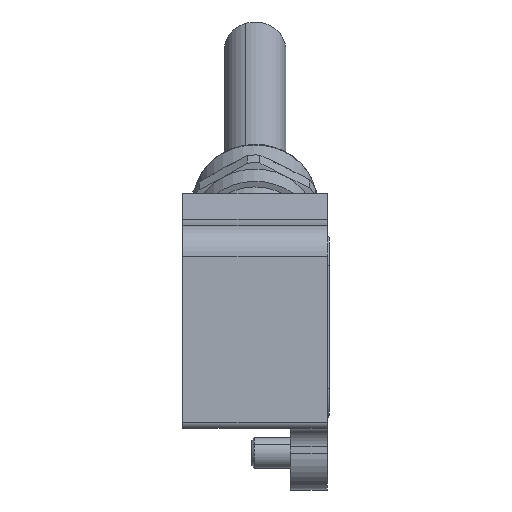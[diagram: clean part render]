
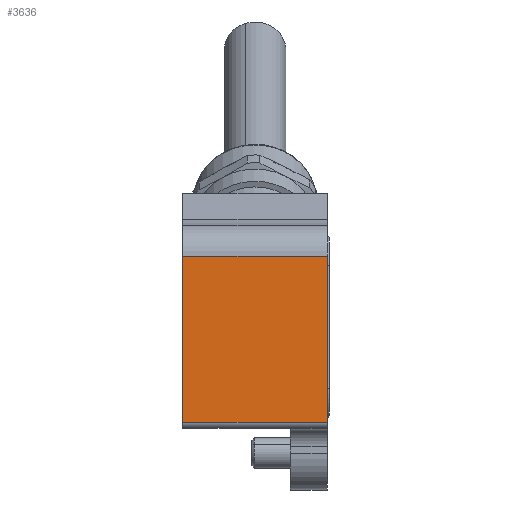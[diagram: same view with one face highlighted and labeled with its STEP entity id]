
A CAD part, left-side view. The second image highlights one B-rep face of the part: STEP entity #3636.
In plain terms, the highlighted planar face has unit normal (-1, 0, 0).
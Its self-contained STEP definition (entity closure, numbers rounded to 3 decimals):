
#89 = CARTESIAN_POINT ( 'NONE',  ( -29., -12., 45. ) ) ;
#1440 = PLANE ( 'NONE',  #6061 ) ;
#1584 = EDGE_CURVE ( 'NONE', #6963, #4725, #11353, .T. ) ;
#1707 = CARTESIAN_POINT ( 'NONE',  ( -29., -12., 28. ) ) ;
#2288 = CARTESIAN_POINT ( 'NONE',  ( -29., -12., 1. ) ) ;
#2481 = VERTEX_POINT ( 'NONE', #1707 ) ;
#2513 = DIRECTION ( 'NONE',  ( 1., 0., 0. ) ) ;
#2611 = EDGE_LOOP ( 'NONE', ( #5331, #5631, #8011, #13549 ) ) ;
#2652 = VECTOR ( 'NONE', #5223, 1000. ) ;
#3591 = DIRECTION ( 'NONE',  ( 0., -1., 0. ) ) ;
#3636 = ADVANCED_FACE ( 'NONE', ( #8943 ), #1440, .F. ) ;
#4719 = DIRECTION ( 'NONE',  ( 0., 0., -1. ) ) ;
#4725 = VERTEX_POINT ( 'NONE', #9881 ) ;
#5223 = DIRECTION ( 'NONE',  ( 0., 1., 0. ) ) ;
#5331 = ORIENTED_EDGE ( 'NONE', *, *, #1584, .T. ) ;
#5631 = ORIENTED_EDGE ( 'NONE', *, *, #7793, .T. ) ;
#5996 = EDGE_CURVE ( 'NONE', #2481, #6963, #8474, .T. ) ;
#6061 = AXIS2_PLACEMENT_3D ( 'NONE', #89, #2513, #9078 ) ;
#6572 = VERTEX_POINT ( 'NONE', #2288 ) ;
#6655 = CARTESIAN_POINT ( 'NONE',  ( -29., -12., 45. ) ) ;
#6963 = VERTEX_POINT ( 'NONE', #7893 ) ;
#7793 = EDGE_CURVE ( 'NONE', #4725, #6572, #7837, .T. ) ;
#7837 = LINE ( 'NONE', #13435, #11340 ) ;
#7893 = CARTESIAN_POINT ( 'NONE',  ( -29., 11.5, 28. ) ) ;
#8011 = ORIENTED_EDGE ( 'NONE', *, *, #11077, .F. ) ;
#8474 = LINE ( 'NONE', #12828, #2652 ) ;
#8943 = FACE_OUTER_BOUND ( 'NONE', #2611, .T. ) ;
#9078 = DIRECTION ( 'NONE',  ( 0., 0., -1. ) ) ;
#9128 = CARTESIAN_POINT ( 'NONE',  ( -29., 11.5, 45. ) ) ;
#9881 = CARTESIAN_POINT ( 'NONE',  ( -29., 11.5, 1. ) ) ;
#10982 = LINE ( 'NONE', #6655, #11971 ) ;
#11046 = DIRECTION ( 'NONE',  ( 0., 0., -1. ) ) ;
#11077 = EDGE_CURVE ( 'NONE', #2481, #6572, #10982, .T. ) ;
#11292 = VECTOR ( 'NONE', #4719, 1000. ) ;
#11340 = VECTOR ( 'NONE', #3591, 1000. ) ;
#11353 = LINE ( 'NONE', #9128, #11292 ) ;
#11971 = VECTOR ( 'NONE', #11046, 1000. ) ;
#12828 = CARTESIAN_POINT ( 'NONE',  ( -29., -12., 28. ) ) ;
#13435 = CARTESIAN_POINT ( 'NONE',  ( -29., -12., 1. ) ) ;
#13549 = ORIENTED_EDGE ( 'NONE', *, *, #5996, .T. ) ;
